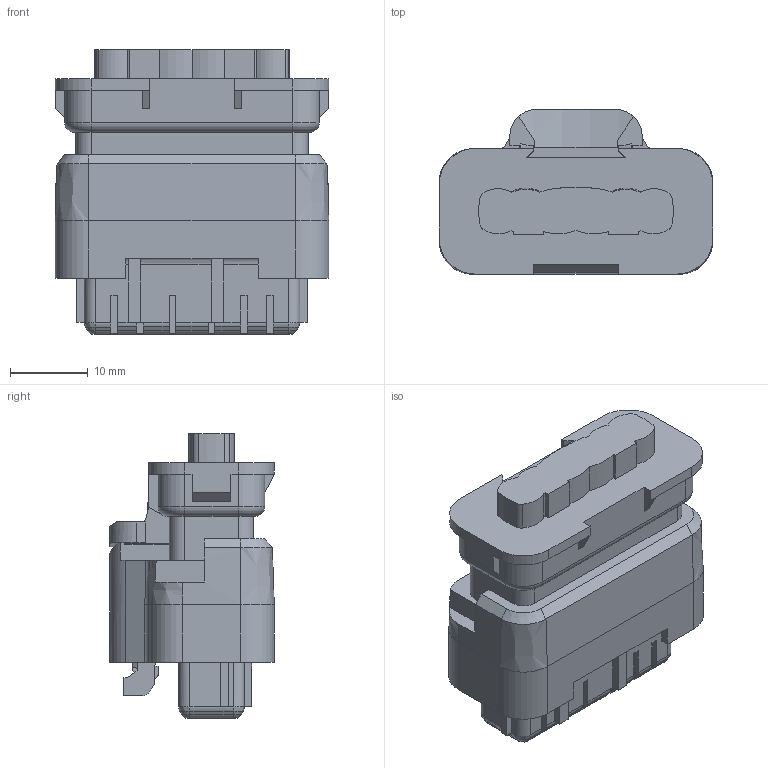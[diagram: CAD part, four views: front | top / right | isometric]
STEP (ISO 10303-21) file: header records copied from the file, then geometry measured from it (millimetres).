
FILE_DESCRIPTION(/* description */ (''),/* implementation_level */ '2;1');
FILE_NAME(/* name */ '13846922_ENV10_01.stp',/* time_stamp */ '2020-07-09T22:50:45+05:00',/* author */ (''),/* organization */ (''),/* preprocessor_version */ 'ST-DEVELOPER v16',/* originating_system */ 'SIEMENS PLM Software NX 11.0',/* authorisation */ '');
FILE_SCHEMA (('AP203_CONFIGURATION_CONTROLLED_3D_DESIGN_OF_MECHANICAL_PARTS_AND_ASSEMBLIES_MIM_LF { 1 0 10303 403 2 1 2}'));
Length unit declared in the file: millimetre
Products named in the file (1): qzs53380227A7lcr
Bounding box: 35.1 x 21.1 x 36.55 mm (x, y, z)
Volume: 13451.7 mm3; surface area: 8173.7 mm2
Topology: 1 solids, 1 shells, 618 faces, 1783 edges, 1152 vertices
Faces by surface type: plane 440, cylinder 110, bspline 48, cone 16, torus 4
Entity records: 22479 total; most frequent: CARTESIAN_POINT 6301, ORIENTED_EDGE 3558, DIRECTION 3118, EDGE_CURVE 1779, LINE 1324, VECTOR 1324, VERTEX_POINT 1152, AXIS2_PLACEMENT_3D 897
